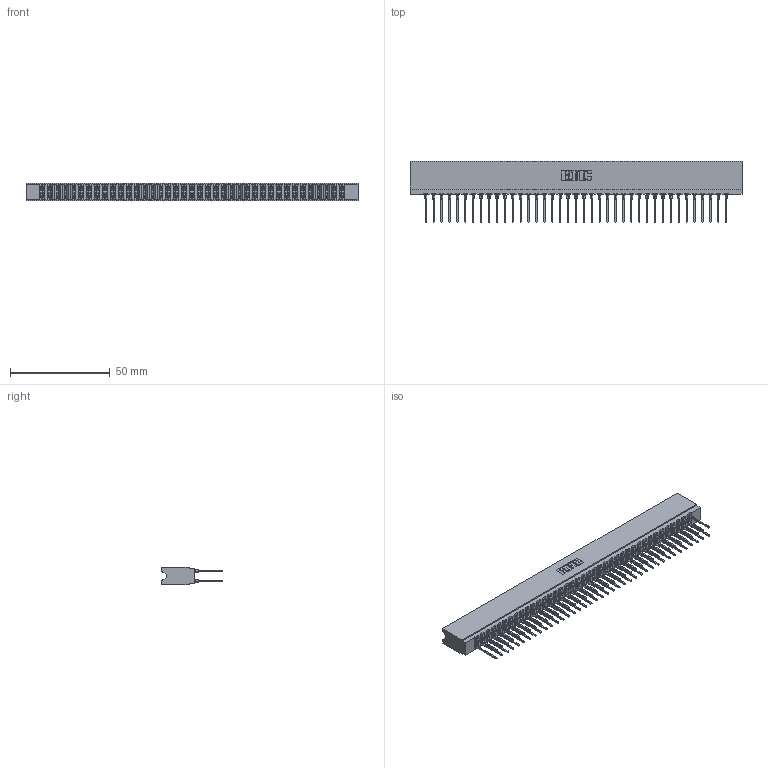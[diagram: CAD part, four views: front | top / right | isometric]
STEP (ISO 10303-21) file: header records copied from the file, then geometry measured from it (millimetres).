
FILE_DESCRIPTION (( 'STEP AP203' ), '1' );
FILE_NAME ('737-078-545-206.STEP', '2020-09-11T08:14:30', ( '' ), ( '' ), 'SwSTEP 2.0', 'SolidWorks 2020', '' );
FILE_SCHEMA (( 'CONFIG_CONTROL_DESIGN' ));
Length unit declared in the file: inch
Products named in the file (3): 737-078-545-206; 745-292-001_545; 737 Part_Insulator Option - 06
Assembly tree (79 placements, depth 2):
  737-078-545-206
    737 Part_Insulator Option - 06
    745-292-001_545  x78
Bounding box: 166.37 x 30.62 x 8.89 mm (x, y, z)
Volume: 16716.6 mm3; surface area: 25576.3 mm2
Topology: 79 solids, 79 shells, 7115 faces, 19133 edges, 12026 vertices
Faces by surface type: plane 3682, bspline 1560, cylinder 1405, torus 468
Entity records: 67347 total; most frequent: CARTESIAN_POINT 12194, ORIENTED_EDGE 11624, DIRECTION 10148, EDGE_CURVE 5812, VECTOR 5396, LINE 5396, VERTEX_POINT 3710, AXIS2_PLACEMENT_3D 2376
